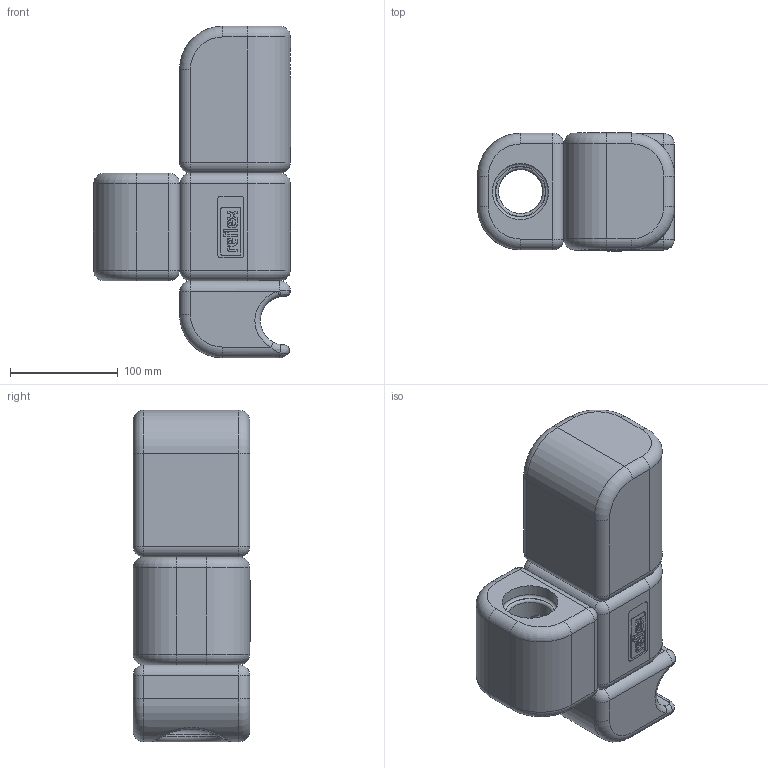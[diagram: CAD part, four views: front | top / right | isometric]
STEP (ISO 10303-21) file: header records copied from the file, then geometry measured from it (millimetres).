
FILE_DESCRIPTION(/* description */ (''),/* implementation_level */ '2;1');
FILE_NAME(/* name */ '3d_ExisoTWT22-1-9583510.stp',/* time_stamp */ '2022-01-25T11:51:54+01:00',/* author */ ('Andrzej'),/* organization */ (''),/* preprocessor_version */ 'ST-DEVELOPER v16.13',/* originating_system */ 'AutoCAD Mechanical',/* authorisation */ '');
FILE_SCHEMA (('AUTOMOTIVE_DESIGN { 1 0 10303 214 3 1 1 }'));
Length unit declared in the file: millimetre
Products named in the file (1): Product
Bounding box: 183 x 109.31 x 308 mm (x, y, z)
Volume: 2741738.6 mm3; surface area: 285679.3 mm2
Topology: 12 solids, 12 shells, 386 faces, 920 edges, 571 vertices
Faces by surface type: cylinder 149, plane 144, torus 52, bspline 17, sphere 16, cone 8
Full cylindrical faces by diameter (mm): 23 x1, 41 x2, 46 x2, 50 x2, 52 x2, 55 x6, 59 x2, 63 x2, 64 x2
Entity records: 12735 total; most frequent: CARTESIAN_POINT 3877, DIRECTION 1924, ORIENTED_EDGE 1700, EDGE_CURVE 850, AXIS2_PLACEMENT_3D 751, VERTEX_POINT 559, EDGE_LOOP 475, LINE 422
